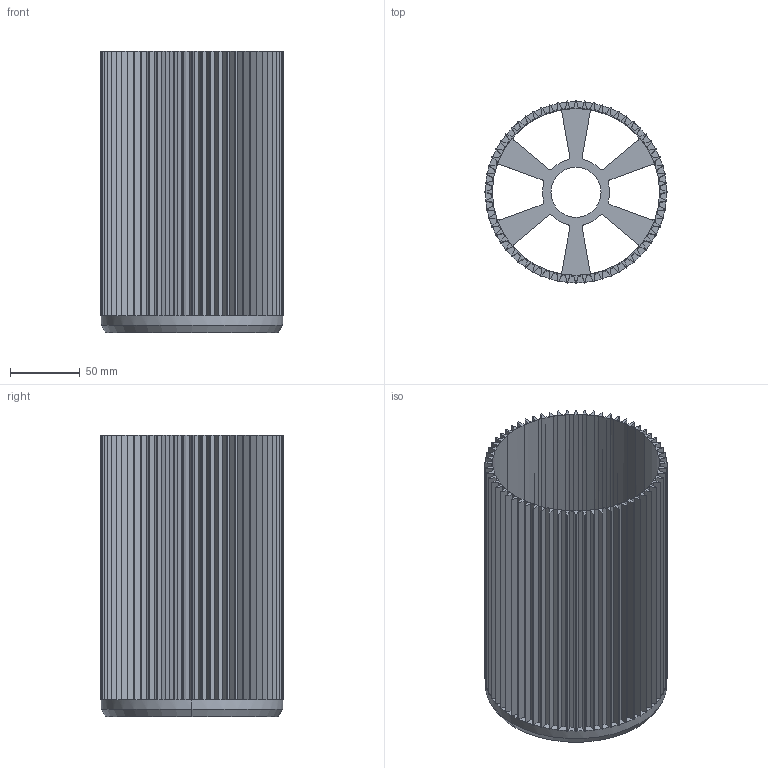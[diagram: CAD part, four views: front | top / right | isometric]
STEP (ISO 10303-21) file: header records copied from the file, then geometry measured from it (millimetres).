
FILE_DESCRIPTION (( 'STEP AP214' ), '1' );
FILE_NAME ('shade-v4.STEP', '2025-12-12T23:08:37', ( '' ), ( '' ), 'SwSTEP 2.0', 'SolidWorks 2026', '' );
FILE_SCHEMA (( 'AUTOMOTIVE_DESIGN' ));
Length unit declared in the file: millimetre
Products named in the file (1): shade-v4
Bounding box: 131 x 131 x 202 mm (x, y, z)
Volume: 187531.9 mm3; surface area: 262230.6 mm2
Topology: 1 solids, 1 shells, 444 faces, 1211 edges, 764 vertices
Faces by surface type: plane 335, cylinder 107, cone 2
Entity records: 13962 total; most frequent: DIRECTION 2457, ORIENTED_EDGE 2422, CARTESIAN_POINT 2420, EDGE_CURVE 1211, LINE 855, VECTOR 855, AXIS2_PLACEMENT_3D 801, VERTEX_POINT 764
